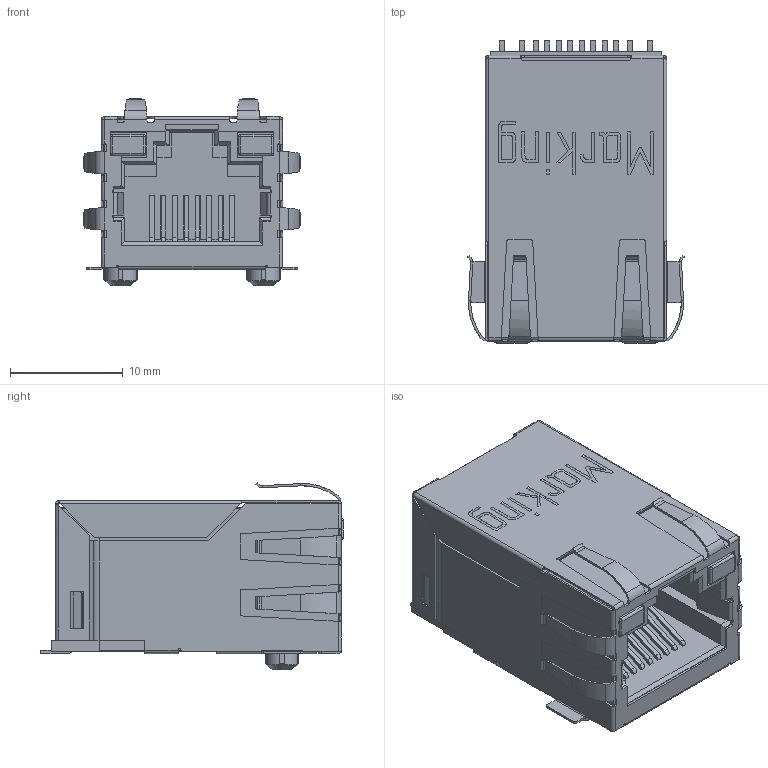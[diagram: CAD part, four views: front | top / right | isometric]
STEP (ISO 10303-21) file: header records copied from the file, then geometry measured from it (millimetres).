
FILE_DESCRIPTION(/* description */ ('Unknown'),/* implementation_level */ '2;1');
FILE_NAME(/* name */ 'T_Wurth_WE-RJ45LAN_74980111211',/* time_stamp */ '2025-08-21T16:20:01+08:00',/* author */ ('Unknown'),/* organization */ ('Unknown'),/* preprocessor_version */ 'ST-DEVELOPER v19.4',/* originating_system */ 'Solid Edge',/* authorisation */ 'Unknown');
FILE_SCHEMA (('AUTOMOTIVE_DESIGN {1 0 10303 214 3 1 1}'));
Length unit declared in the file: millimetre
Products named in the file (2): T_Wurth_WE-RJ45LAN_74980111211
Assembly tree (1 placements, depth 2):
  T_Wurth_WE-RJ45LAN_74980111211
    T_Wurth_WE-RJ45LAN_74980111211
Bounding box: 19.3 x 26.85 x 16.62 mm (x, y, z)
Volume: 3426.3 mm3; surface area: 5879.5 mm2
Topology: 4 solids, 4 shells, 996 faces, 2683 edges, 1672 vertices
Faces by surface type: plane 654, cylinder 256, bspline 70, sphere 14, cone 2
Entity records: 34275 total; most frequent: CARTESIAN_POINT 7175, ORIENTED_EDGE 5334, DIRECTION 4681, EDGE_CURVE 2667, LINE 1965, VECTOR 1965, VERTEX_POINT 1672, AXIS2_PLACEMENT_3D 1358
